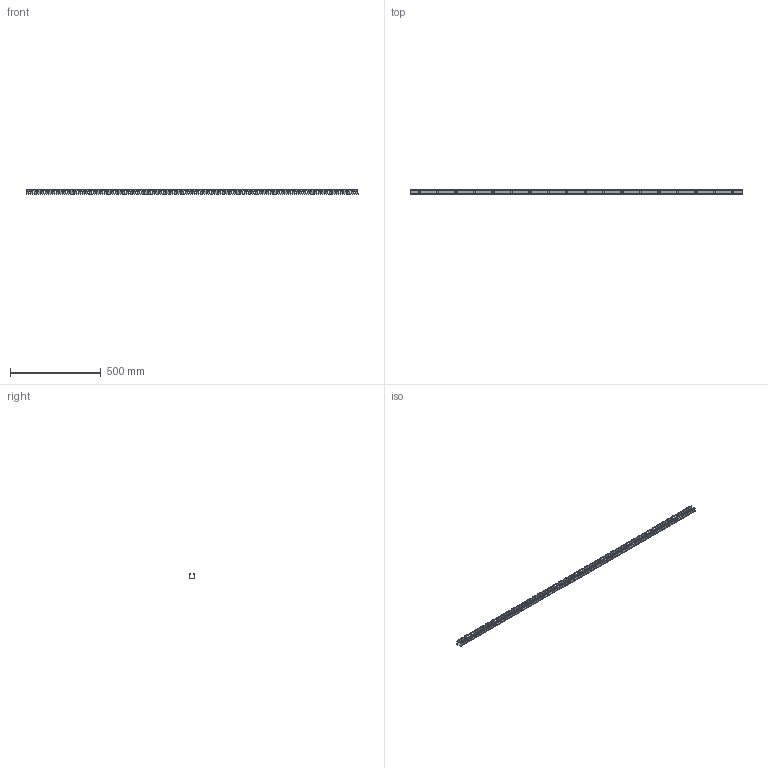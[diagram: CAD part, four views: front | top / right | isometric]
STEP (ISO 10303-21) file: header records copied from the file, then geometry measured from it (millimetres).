
FILE_DESCRIPTION(/* description */ (''),/* implementation_level */ '2;1');
FILE_NAME(/* name */ 'G1X1_3D_WEB.stp',/* time_stamp */ '2015-01-12T14:13:00-06:00',/* author */ (''),/* organization */ (''),/* preprocessor_version */ 'ST-DEVELOPER v11',/* originating_system */ 'SIEMENS PLM Software NX 7.5',/* authorisation */ '');
FILE_SCHEMA (('CONFIG_CONTROL_DESIGN'));
Products named in the file (1): bdkB7342hjd
Bounding box: 1828.8 x 31.94 x 25.12 mm (x, y, z)
Volume: 190667.1 mm3; surface area: 286654.7 mm2
Topology: 1 solids, 1 shells, 5848 faces, 17538 edges, 11692 vertices
Faces by surface type: plane 3110, cylinder 2738
Entity records: 218738 total; most frequent: CARTESIAN_POINT 60999, ORIENTED_EDGE 35076, DIRECTION 31472, EDGE_CURVE 17538, VERTEX_POINT 11692, AXIS2_PLACEMENT_3D 10605, LINE 10262, VECTOR 10262
